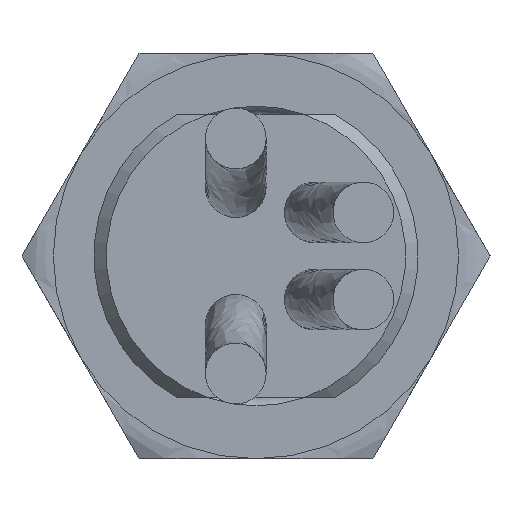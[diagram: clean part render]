
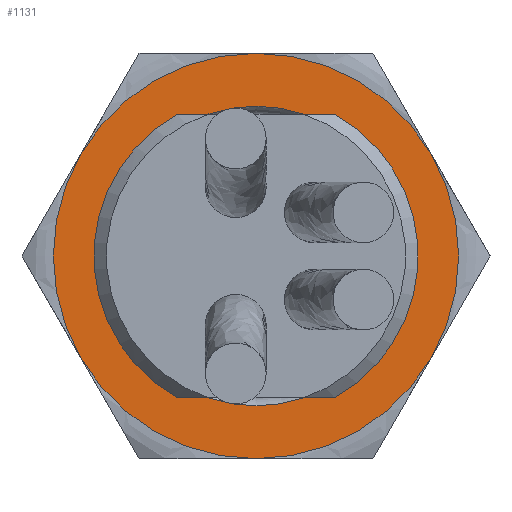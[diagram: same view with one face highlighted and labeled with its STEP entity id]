
A CAD part, front view. The second image highlights one B-rep face of the part: STEP entity #1131.
In plain terms, the highlighted planar face has unit normal (0, -1, 0).
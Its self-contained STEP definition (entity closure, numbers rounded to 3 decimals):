
#69=LINE('',#2063,#127);
#74=LINE('',#2084,#132);
#76=LINE('',#2097,#134);
#81=LINE('',#2118,#139);
#127=VECTOR('',#1659,1.);
#132=VECTOR('',#1664,1.);
#134=VECTOR('',#1668,1.);
#139=VECTOR('',#1673,1.);
#243=PLANE('',#1555);
#427=EDGE_LOOP('',(#695,#696,#697,#698,#699,#700));
#428=EDGE_LOOP('',(#701,#702,#703,#704,#705,#706,#707,#708));
#695=ORIENTED_EDGE('',*,*,#905,.F.);
#696=ORIENTED_EDGE('',*,*,#906,.F.);
#697=ORIENTED_EDGE('',*,*,#907,.F.);
#698=ORIENTED_EDGE('',*,*,#908,.F.);
#699=ORIENTED_EDGE('',*,*,#909,.F.);
#700=ORIENTED_EDGE('',*,*,#910,.F.);
#701=ORIENTED_EDGE('',*,*,#901,.T.);
#702=ORIENTED_EDGE('',*,*,#800,.T.);
#703=ORIENTED_EDGE('',*,*,#784,.T.);
#704=ORIENTED_EDGE('',*,*,#818,.T.);
#705=ORIENTED_EDGE('',*,*,#903,.T.);
#706=ORIENTED_EDGE('',*,*,#811,.T.);
#707=ORIENTED_EDGE('',*,*,#792,.T.);
#708=ORIENTED_EDGE('',*,*,#807,.T.);
#784=EDGE_CURVE('',#1280,#1281,#948,.T.);
#792=EDGE_CURVE('',#1288,#1289,#952,.T.);
#800=EDGE_CURVE('',#1296,#1280,#69,.T.);
#807=EDGE_CURVE('',#1289,#1300,#74,.T.);
#811=EDGE_CURVE('',#1303,#1288,#76,.T.);
#818=EDGE_CURVE('',#1281,#1307,#81,.T.);
#901=EDGE_CURVE('',#1300,#1296,#1011,.T.);
#903=EDGE_CURVE('',#1307,#1303,#1013,.T.);
#905=EDGE_CURVE('',#1373,#1374,#1015,.T.);
#906=EDGE_CURVE('',#1375,#1373,#1016,.T.);
#907=EDGE_CURVE('',#1376,#1375,#1017,.T.);
#908=EDGE_CURVE('',#1377,#1376,#1018,.T.);
#909=EDGE_CURVE('',#1378,#1377,#1019,.T.);
#910=EDGE_CURVE('',#1374,#1378,#1020,.T.);
#948=CIRCLE('',#1420,4.);
#952=CIRCLE('',#1426,4.);
#1011=CIRCLE('',#1543,3.695);
#1013=CIRCLE('',#1546,3.695);
#1015=CIRCLE('',#1549,5.);
#1016=CIRCLE('',#1550,5.);
#1017=CIRCLE('',#1551,5.);
#1018=CIRCLE('',#1552,5.);
#1019=CIRCLE('',#1553,5.);
#1020=CIRCLE('',#1554,5.);
#1131=ADVANCED_FACE('',(#1259,#1260),#243,.F.);
#1259=FACE_BOUND('',#427,.T.);
#1260=FACE_BOUND('',#428,.T.);
#1280=VERTEX_POINT('',#2028);
#1281=VERTEX_POINT('',#2029);
#1288=VERTEX_POINT('',#2046);
#1289=VERTEX_POINT('',#2047);
#1296=VERTEX_POINT('',#2064);
#1300=VERTEX_POINT('',#2083);
#1303=VERTEX_POINT('',#2098);
#1307=VERTEX_POINT('',#2117);
#1373=VERTEX_POINT('',#2558);
#1374=VERTEX_POINT('',#2559);
#1375=VERTEX_POINT('',#2561);
#1376=VERTEX_POINT('',#2563);
#1377=VERTEX_POINT('',#2565);
#1378=VERTEX_POINT('',#2567);
#1420=AXIS2_PLACEMENT_3D('',#2027,#1627,#1628);
#1426=AXIS2_PLACEMENT_3D('',#2045,#1643,#1644);
#1543=AXIS2_PLACEMENT_3D('',#2551,#1919,#1920);
#1546=AXIS2_PLACEMENT_3D('',#2554,#1925,#1926);
#1549=AXIS2_PLACEMENT_3D('',#2557,#1931,#1932);
#1550=AXIS2_PLACEMENT_3D('',#2560,#1933,#1934);
#1551=AXIS2_PLACEMENT_3D('',#2562,#1935,#1936);
#1552=AXIS2_PLACEMENT_3D('',#2564,#1937,#1938);
#1553=AXIS2_PLACEMENT_3D('',#2566,#1939,#1940);
#1554=AXIS2_PLACEMENT_3D('',#2568,#1941,#1942);
#1555=AXIS2_PLACEMENT_3D('',#2569,#1943,#1944);
#1627=DIRECTION('',(0.,1.,0.));
#1628=DIRECTION('',(0.,0.,1.));
#1643=DIRECTION('',(0.,1.,0.));
#1644=DIRECTION('',(0.,0.,1.));
#1659=DIRECTION('',(-1.,0.,0.));
#1664=DIRECTION('',(-1.,0.,0.));
#1668=DIRECTION('',(1.,0.,0.));
#1673=DIRECTION('',(1.,0.,0.));
#1919=DIRECTION('',(0.,1.,0.));
#1920=DIRECTION('',(0.,0.,-1.));
#1925=DIRECTION('',(0.,1.,0.));
#1926=DIRECTION('',(0.,0.,-1.));
#1931=DIRECTION('',(0.,1.,0.));
#1932=DIRECTION('',(0.,0.,-1.));
#1933=DIRECTION('',(0.,1.,0.));
#1934=DIRECTION('',(0.,0.,-1.));
#1935=DIRECTION('',(0.,1.,0.));
#1936=DIRECTION('',(0.,0.,-1.));
#1937=DIRECTION('',(0.,1.,0.));
#1938=DIRECTION('',(0.,0.,-1.));
#1939=DIRECTION('',(0.,1.,0.));
#1940=DIRECTION('',(0.,0.,-1.));
#1941=DIRECTION('',(0.,1.,0.));
#1942=DIRECTION('',(0.,0.,-1.));
#1943=DIRECTION('',(0.,1.,0.));
#1944=DIRECTION('',(0.,0.,-1.));
#2027=CARTESIAN_POINT('',(67.548,98.645,39.089));
#2028=CARTESIAN_POINT('',(65.611,98.645,35.589));
#2029=CARTESIAN_POINT('',(65.611,98.645,42.589));
#2045=CARTESIAN_POINT('',(67.548,98.645,39.089));
#2046=CARTESIAN_POINT('',(69.484,98.645,42.589));
#2047=CARTESIAN_POINT('',(69.484,98.645,35.589));
#2063=CARTESIAN_POINT('',(67.548,98.645,35.589));
#2064=CARTESIAN_POINT('',(66.363,98.645,35.589));
#2083=CARTESIAN_POINT('',(68.732,98.645,35.589));
#2084=CARTESIAN_POINT('',(67.548,98.645,35.589));
#2097=CARTESIAN_POINT('',(67.548,98.645,42.589));
#2098=CARTESIAN_POINT('',(68.732,98.645,42.589));
#2117=CARTESIAN_POINT('',(66.363,98.645,42.589));
#2118=CARTESIAN_POINT('',(67.548,98.645,42.589));
#2551=CARTESIAN_POINT('',(67.548,98.645,39.089));
#2554=CARTESIAN_POINT('',(67.548,98.645,39.089));
#2557=CARTESIAN_POINT('',(67.548,98.645,39.089));
#2558=CARTESIAN_POINT('',(67.548,98.645,34.089));
#2559=CARTESIAN_POINT('',(63.218,98.645,36.589));
#2560=CARTESIAN_POINT('',(67.548,98.645,39.089));
#2561=CARTESIAN_POINT('',(71.878,98.645,36.589));
#2562=CARTESIAN_POINT('',(67.548,98.645,39.089));
#2563=CARTESIAN_POINT('',(71.878,98.645,41.589));
#2564=CARTESIAN_POINT('',(67.548,98.645,39.089));
#2565=CARTESIAN_POINT('',(67.548,98.645,44.089));
#2566=CARTESIAN_POINT('',(67.548,98.645,39.089));
#2567=CARTESIAN_POINT('',(63.218,98.645,41.589));
#2568=CARTESIAN_POINT('',(67.548,98.645,39.089));
#2569=CARTESIAN_POINT('',(63.853,98.645,39.089));
